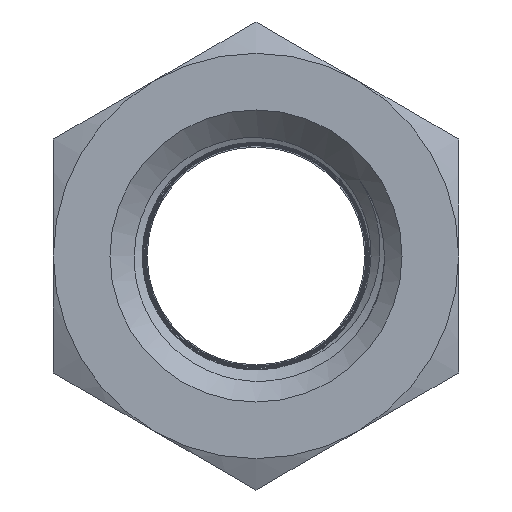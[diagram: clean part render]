
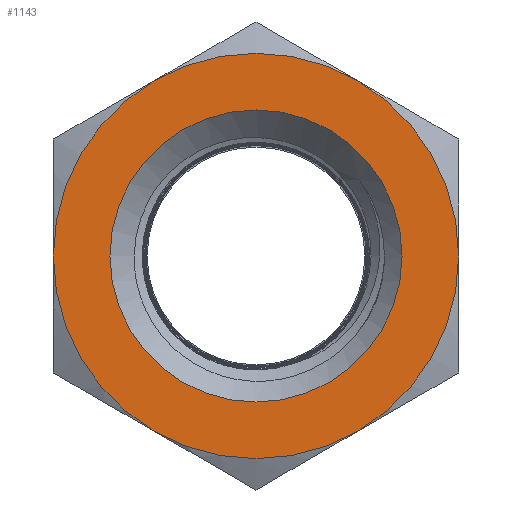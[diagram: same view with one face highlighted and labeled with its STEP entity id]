
A CAD part, left-side view. The second image highlights one B-rep face of the part: STEP entity #1143.
In plain terms, the highlighted face is planar.
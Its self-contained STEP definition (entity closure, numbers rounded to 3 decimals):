
#51=FACE_BOUND('',#324,.T.);
#61=PLANE('',#1229);
#256=FACE_OUTER_BOUND('',#323,.T.);
#323=EDGE_LOOP('',(#1003,#1004,#1005,#1006,#1007,#1008));
#324=EDGE_LOOP('',(#1009));
#424=CIRCLE('',#1180,9.725);
#432=CIRCLE('',#1216,13.494);
#433=CIRCLE('',#1218,13.494);
#434=CIRCLE('',#1220,13.494);
#435=CIRCLE('',#1222,13.494);
#436=CIRCLE('',#1224,13.494);
#437=CIRCLE('',#1226,13.494);
#489=VERTEX_POINT('',#3078);
#539=VERTEX_POINT('',#5319);
#542=VERTEX_POINT('',#5337);
#544=VERTEX_POINT('',#5347);
#546=VERTEX_POINT('',#5357);
#548=VERTEX_POINT('',#5367);
#549=VERTEX_POINT('',#5375);
#619=EDGE_CURVE('',#489,#489,#424,.T.);
#707=EDGE_CURVE('',#539,#546,#432,.T.);
#708=EDGE_CURVE('',#542,#539,#433,.T.);
#709=EDGE_CURVE('',#546,#548,#434,.T.);
#710=EDGE_CURVE('',#548,#549,#435,.T.);
#711=EDGE_CURVE('',#549,#544,#436,.T.);
#712=EDGE_CURVE('',#544,#542,#437,.T.);
#1003=ORIENTED_EDGE('',*,*,#711,.T.);
#1004=ORIENTED_EDGE('',*,*,#712,.T.);
#1005=ORIENTED_EDGE('',*,*,#708,.T.);
#1006=ORIENTED_EDGE('',*,*,#707,.T.);
#1007=ORIENTED_EDGE('',*,*,#709,.T.);
#1008=ORIENTED_EDGE('',*,*,#710,.T.);
#1009=ORIENTED_EDGE('',*,*,#619,.F.);
#1143=ADVANCED_FACE('',(#256,#51),#61,.T.);
#1180=AXIS2_PLACEMENT_3D('',#3080,#1315,#1316);
#1216=AXIS2_PLACEMENT_3D('',#5383,#1407,#1408);
#1218=AXIS2_PLACEMENT_3D('',#5385,#1411,#1412);
#1220=AXIS2_PLACEMENT_3D('',#5387,#1415,#1416);
#1222=AXIS2_PLACEMENT_3D('',#5389,#1419,#1420);
#1224=AXIS2_PLACEMENT_3D('',#5391,#1423,#1424);
#1226=AXIS2_PLACEMENT_3D('',#5393,#1427,#1428);
#1229=AXIS2_PLACEMENT_3D('',#7734,#1433,#1434);
#1315=DIRECTION('center_axis',(1.,0.,0.));
#1316=DIRECTION('ref_axis',(0.,0.,-1.));
#1407=DIRECTION('center_axis',(1.,0.,0.));
#1408=DIRECTION('ref_axis',(0.,0.,-1.));
#1411=DIRECTION('center_axis',(1.,0.,0.));
#1412=DIRECTION('ref_axis',(0.,0.,-1.));
#1415=DIRECTION('center_axis',(1.,0.,0.));
#1416=DIRECTION('ref_axis',(0.,0.,-1.));
#1419=DIRECTION('center_axis',(1.,0.,0.));
#1420=DIRECTION('ref_axis',(0.,0.,-1.));
#1423=DIRECTION('center_axis',(1.,0.,0.));
#1424=DIRECTION('ref_axis',(0.,0.,-1.));
#1427=DIRECTION('center_axis',(1.,0.,0.));
#1428=DIRECTION('ref_axis',(0.,0.,-1.));
#1433=DIRECTION('center_axis',(1.,0.,0.));
#1434=DIRECTION('ref_axis',(0.,0.,-1.));
#3078=CARTESIAN_POINT('',(12.487,0.,9.548));
#3080=CARTESIAN_POINT('Origin',(12.487,0.,-0.177));
#5319=CARTESIAN_POINT('',(12.487,11.686,6.57));
#5337=CARTESIAN_POINT('',(12.487,11.686,-6.924));
#5347=CARTESIAN_POINT('',(12.487,0.,-13.671));
#5357=CARTESIAN_POINT('',(12.487,0.,13.317));
#5367=CARTESIAN_POINT('',(12.487,-11.686,6.57));
#5375=CARTESIAN_POINT('',(12.487,-11.686,-6.924));
#5383=CARTESIAN_POINT('Origin',(12.487,0.,-0.177));
#5385=CARTESIAN_POINT('Origin',(12.487,0.,-0.177));
#5387=CARTESIAN_POINT('Origin',(12.487,0.,-0.177));
#5389=CARTESIAN_POINT('Origin',(12.487,0.,-0.177));
#5391=CARTESIAN_POINT('Origin',(12.487,0.,-0.177));
#5393=CARTESIAN_POINT('Origin',(12.487,0.,-0.177));
#7734=CARTESIAN_POINT('Origin',(12.487,0.,-0.177));
